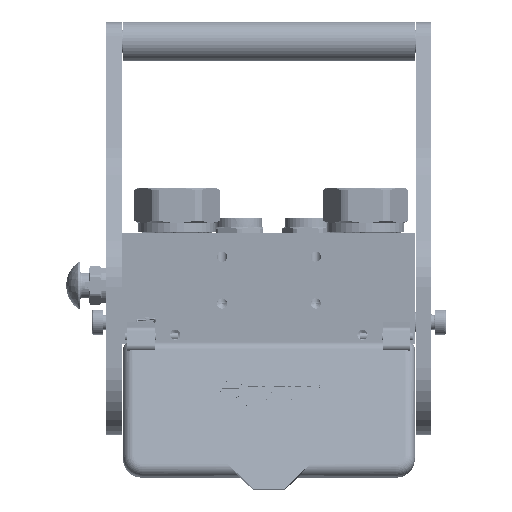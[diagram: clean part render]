
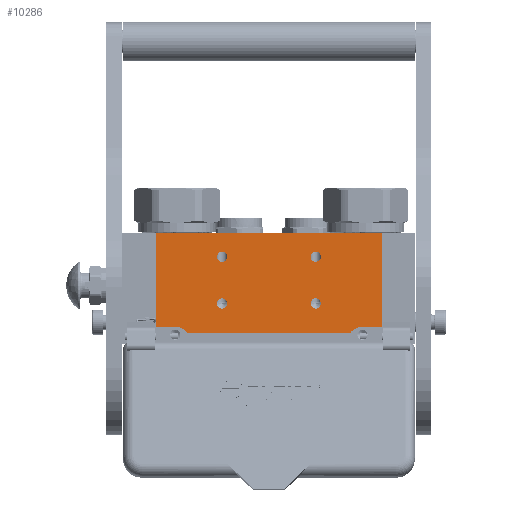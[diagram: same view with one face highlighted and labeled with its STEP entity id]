
A CAD part, left-side view. The second image highlights one B-rep face of the part: STEP entity #10286.
In plain terms, the highlighted face is planar.
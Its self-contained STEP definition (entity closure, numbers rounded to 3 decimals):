
#12 = AXIS2_PLACEMENT_3D ( 'NONE', #68123, #112293, #20508 ) ;
#1264 = VECTOR ( 'NONE', #57104, 1000. ) ;
#1432 = VERTEX_POINT ( 'NONE', #80731 ) ;
#3524 = ORIENTED_EDGE ( 'NONE', *, *, #115464, .T. ) ;
#4350 = VERTEX_POINT ( 'NONE', #53100 ) ;
#4407 = ORIENTED_EDGE ( 'NONE', *, *, #6441, .F. ) ;
#6441 = EDGE_CURVE ( 'NONE', #123913, #131056, #125768, .T. ) ;
#7071 = CARTESIAN_POINT ( 'NONE',  ( 124., 48.3, -108. ) ) ;
#7486 = ORIENTED_EDGE ( 'NONE', *, *, #80957, .F. ) ;
#8085 = DIRECTION ( 'NONE',  ( -1., 0., 0. ) ) ;
#9776 = DIRECTION ( 'NONE',  ( 0., 0., -1. ) ) ;
#9810 = DIRECTION ( 'NONE',  ( 0., 0., -1. ) ) ;
#10286 = ADVANCED_FACE ( 'NONE', ( #88960, #90826, #63973, #85380, #133942 ), #27812, .T. ) ;
#12329 = VECTOR ( 'NONE', #26700, 1000. ) ;
#12945 = EDGE_LOOP ( 'NONE', ( #137145, #98937 ) ) ;
#13316 = CARTESIAN_POINT ( 'NONE',  ( 124., 15., -108. ) ) ;
#14116 = CARTESIAN_POINT ( 'NONE',  ( 124., 15., -108. ) ) ;
#14807 = EDGE_CURVE ( 'NONE', #4350, #84375, #29707, .T. ) ;
#14828 = CARTESIAN_POINT ( 'NONE',  ( 166.7, 0., -108. ) ) ;
#15334 = CARTESIAN_POINT ( 'NONE',  ( 166.7, 0., -108. ) ) ;
#16943 = CIRCLE ( 'NONE', #70005, 3.3 ) ;
#17383 = DIRECTION ( 'NONE',  ( 1., 0., 0. ) ) ;
#18427 = VERTEX_POINT ( 'NONE', #48136 ) ;
#20508 = DIRECTION ( 'NONE',  ( 0., -1., 0. ) ) ;
#21333 = DIRECTION ( 'NONE',  ( 0., 1., 0. ) ) ;
#21897 = CARTESIAN_POINT ( 'NONE',  ( 154., 60., -108. ) ) ;
#23755 = CARTESIAN_POINT ( 'NONE',  ( 21.3, 60., -108. ) ) ;
#24001 = CARTESIAN_POINT ( 'NONE',  ( 64., 11.7, -108. ) ) ;
#24725 = EDGE_LOOP ( 'NONE', ( #45104, #55953 ) ) ;
#25195 = DIRECTION ( 'NONE',  ( 0., 1., 0. ) ) ;
#25264 = EDGE_CURVE ( 'NONE', #135217, #112369, #70463, .T. ) ;
#26543 = LINE ( 'NONE', #118530, #12329 ) ;
#26700 = DIRECTION ( 'NONE',  ( 0., 1., 0. ) ) ;
#27596 = EDGE_LOOP ( 'NONE', ( #4407, #3524, #111744, #33011, #70132, #98973, #142077, #61590 ) ) ;
#27812 = PLANE ( 'NONE',  #87575 ) ;
#28206 = ORIENTED_EDGE ( 'NONE', *, *, #148828, .F. ) ;
#29707 = CIRCLE ( 'NONE', #108296, 3.3 ) ;
#29733 = AXIS2_PLACEMENT_3D ( 'NONE', #56666, #136944, #124404 ) ;
#32338 = CARTESIAN_POINT ( 'NONE',  ( 64., 15., -108. ) ) ;
#33011 = ORIENTED_EDGE ( 'NONE', *, *, #102363, .T. ) ;
#34623 = DIRECTION ( 'NONE',  ( 0., 0., -1. ) ) ;
#35923 = DIRECTION ( 'NONE',  ( 0., 1., 0. ) ) ;
#37140 = DIRECTION ( 'NONE',  ( 0., 0., -1. ) ) ;
#37440 = VECTOR ( 'NONE', #49832, 1000. ) ;
#37810 = CARTESIAN_POINT ( 'NONE',  ( 64., 48.3, -108. ) ) ;
#41959 = VECTOR ( 'NONE', #8085, 1000. ) ;
#42259 = VERTEX_POINT ( 'NONE', #82287 ) ;
#43902 = CARTESIAN_POINT ( 'NONE',  ( 124., 45., -108. ) ) ;
#45104 = ORIENTED_EDGE ( 'NONE', *, *, #75391, .F. ) ;
#47735 = CARTESIAN_POINT ( 'NONE',  ( 64., 45., -108. ) ) ;
#48136 = CARTESIAN_POINT ( 'NONE',  ( 145.854, 64.2, -108. ) ) ;
#49205 = CARTESIAN_POINT ( 'NONE',  ( 64., 41.7, -108. ) ) ;
#49832 = DIRECTION ( 'NONE',  ( -1., 0., 0. ) ) ;
#50948 = VERTEX_POINT ( 'NONE', #116069 ) ;
#51049 = EDGE_CURVE ( 'NONE', #42259, #57122, #26543, .T. ) ;
#51497 = DIRECTION ( 'NONE',  ( 0.815, -0.58, 0. ) ) ;
#51773 = CIRCLE ( 'NONE', #29733, 3.3 ) ;
#53100 = CARTESIAN_POINT ( 'NONE',  ( 124., 41.7, -108. ) ) ;
#53510 = VECTOR ( 'NONE', #35923, 1000. ) ;
#54480 = EDGE_CURVE ( 'NONE', #67139, #18427, #70053, .T. ) ;
#54731 = VERTEX_POINT ( 'NONE', #24001 ) ;
#55953 = ORIENTED_EDGE ( 'NONE', *, *, #112229, .F. ) ;
#56593 = CARTESIAN_POINT ( 'NONE',  ( 166.7, 0., -108. ) ) ;
#56666 = CARTESIAN_POINT ( 'NONE',  ( 64., 15., -108. ) ) ;
#57104 = DIRECTION ( 'NONE',  ( -1., 0., 0. ) ) ;
#57122 = VERTEX_POINT ( 'NONE', #23755 ) ;
#59477 = LINE ( 'NONE', #98105, #88197 ) ;
#59998 = CARTESIAN_POINT ( 'NONE',  ( 166.7, 60., -108. ) ) ;
#60775 = LINE ( 'NONE', #105100, #37440 ) ;
#61130 = CARTESIAN_POINT ( 'NONE',  ( 42.146, 64.2, -108. ) ) ;
#61590 = ORIENTED_EDGE ( 'NONE', *, *, #85904, .F. ) ;
#63530 = CARTESIAN_POINT ( 'NONE',  ( 34., 70., -108. ) ) ;
#63973 = FACE_BOUND ( 'NONE', #12945, .T. ) ;
#65890 = CIRCLE ( 'NONE', #82826, 3.3 ) ;
#66661 = AXIS2_PLACEMENT_3D ( 'NONE', #47735, #105915, #25195 ) ;
#67139 = VERTEX_POINT ( 'NONE', #21897 ) ;
#68123 = CARTESIAN_POINT ( 'NONE',  ( 154., 70., -108. ) ) ;
#68995 = DIRECTION ( 'NONE',  ( 0., 0., -1. ) ) ;
#69257 = DIRECTION ( 'NONE',  ( 0., -1., 0. ) ) ;
#69501 = DIRECTION ( 'NONE',  ( 0., 1., 0. ) ) ;
#69979 = DIRECTION ( 'NONE',  ( 0., 0., -1. ) ) ;
#70005 = AXIS2_PLACEMENT_3D ( 'NONE', #32338, #9776, #101571 ) ;
#70053 = CIRCLE ( 'NONE', #12, 10. ) ;
#70132 = ORIENTED_EDGE ( 'NONE', *, *, #132062, .F. ) ;
#70463 = CIRCLE ( 'NONE', #76348, 3.3 ) ;
#72471 = DIRECTION ( 'NONE',  ( -1., 0., 0. ) ) ;
#75391 = EDGE_CURVE ( 'NONE', #139599, #50948, #65890, .T. ) ;
#76348 = AXIS2_PLACEMENT_3D ( 'NONE', #80768, #34623, #69257 ) ;
#80731 = CARTESIAN_POINT ( 'NONE',  ( 34., 60., -108. ) ) ;
#80768 = CARTESIAN_POINT ( 'NONE',  ( 64., 45., -108. ) ) ;
#80957 = EDGE_CURVE ( 'NONE', #109817, #54731, #51773, .T. ) ;
#82287 = CARTESIAN_POINT ( 'NONE',  ( 21.3, 0., -108. ) ) ;
#82826 = AXIS2_PLACEMENT_3D ( 'NONE', #14116, #37140, #94829 ) ;
#84375 = VERTEX_POINT ( 'NONE', #7071 ) ;
#84787 = CIRCLE ( 'NONE', #66661, 3.3 ) ;
#85380 = FACE_BOUND ( 'NONE', #99224, .T. ) ;
#85904 = EDGE_CURVE ( 'NONE', #131056, #67139, #142529, .T. ) ;
#87575 = AXIS2_PLACEMENT_3D ( 'NONE', #14828, #141759, #72471 ) ;
#88197 = VECTOR ( 'NONE', #17383, 1000. ) ;
#88960 = FACE_BOUND ( 'NONE', #133117, .T. ) ;
#90826 = FACE_BOUND ( 'NONE', #24725, .T. ) ;
#93021 = DIRECTION ( 'NONE',  ( 0., -1., 0. ) ) ;
#94829 = DIRECTION ( 'NONE',  ( 0., -1., 0. ) ) ;
#95120 = ORIENTED_EDGE ( 'NONE', *, *, #143925, .F. ) ;
#97816 = CARTESIAN_POINT ( 'NONE',  ( 124., 11.7, -108. ) ) ;
#98105 = CARTESIAN_POINT ( 'NONE',  ( 21.3, 60., -108. ) ) ;
#98937 = ORIENTED_EDGE ( 'NONE', *, *, #139309, .F. ) ;
#98973 = ORIENTED_EDGE ( 'NONE', *, *, #114567, .F. ) ;
#99224 = EDGE_LOOP ( 'NONE', ( #95120, #7486 ) ) ;
#101571 = DIRECTION ( 'NONE',  ( 0., -1., 0. ) ) ;
#102363 = EDGE_CURVE ( 'NONE', #57122, #1432, #59477, .T. ) ;
#104242 = ORIENTED_EDGE ( 'NONE', *, *, #14807, .F. ) ;
#105100 = CARTESIAN_POINT ( 'NONE',  ( 145.854, 64.2, -108. ) ) ;
#105915 = DIRECTION ( 'NONE',  ( 0., 0., -1. ) ) ;
#108156 = DIRECTION ( 'NONE',  ( 0., 0., -1. ) ) ;
#108296 = AXIS2_PLACEMENT_3D ( 'NONE', #116144, #69979, #93021 ) ;
#109817 = VERTEX_POINT ( 'NONE', #132226 ) ;
#111744 = ORIENTED_EDGE ( 'NONE', *, *, #51049, .T. ) ;
#112229 = EDGE_CURVE ( 'NONE', #50948, #139599, #127835, .T. ) ;
#112293 = DIRECTION ( 'NONE',  ( 0., 0., -1. ) ) ;
#112369 = VERTEX_POINT ( 'NONE', #37810 ) ;
#114567 = EDGE_CURVE ( 'NONE', #18427, #145777, #60775, .T. ) ;
#115464 = EDGE_CURVE ( 'NONE', #123913, #42259, #134072, .T. ) ;
#116069 = CARTESIAN_POINT ( 'NONE',  ( 124., 18.3, -108. ) ) ;
#116144 = CARTESIAN_POINT ( 'NONE',  ( 124., 45., -108. ) ) ;
#118530 = CARTESIAN_POINT ( 'NONE',  ( 21.3, 0., -108. ) ) ;
#121650 = AXIS2_PLACEMENT_3D ( 'NONE', #63530, #108156, #51497 ) ;
#123913 = VERTEX_POINT ( 'NONE', #15334 ) ;
#124404 = DIRECTION ( 'NONE',  ( 0., 1., 0. ) ) ;
#125768 = LINE ( 'NONE', #128283, #53510 ) ;
#127835 = CIRCLE ( 'NONE', #147384, 3.3 ) ;
#128283 = CARTESIAN_POINT ( 'NONE',  ( 166.7, 0., -108. ) ) ;
#128594 = CIRCLE ( 'NONE', #121650, 10. ) ;
#131056 = VERTEX_POINT ( 'NONE', #59998 ) ;
#131107 = AXIS2_PLACEMENT_3D ( 'NONE', #43902, #9810, #21333 ) ;
#132062 = EDGE_CURVE ( 'NONE', #145777, #1432, #128594, .T. ) ;
#132226 = CARTESIAN_POINT ( 'NONE',  ( 64., 18.3, -108. ) ) ;
#133117 = EDGE_LOOP ( 'NONE', ( #104242, #28206 ) ) ;
#133942 = FACE_OUTER_BOUND ( 'NONE', #27596, .T. ) ;
#134072 = LINE ( 'NONE', #56593, #1264 ) ;
#135217 = VERTEX_POINT ( 'NONE', #49205 ) ;
#136944 = DIRECTION ( 'NONE',  ( 0., 0., -1. ) ) ;
#137145 = ORIENTED_EDGE ( 'NONE', *, *, #25264, .F. ) ;
#139309 = EDGE_CURVE ( 'NONE', #112369, #135217, #84787, .T. ) ;
#139599 = VERTEX_POINT ( 'NONE', #97816 ) ;
#141759 = DIRECTION ( 'NONE',  ( 0., 0., -1. ) ) ;
#142077 = ORIENTED_EDGE ( 'NONE', *, *, #54480, .F. ) ;
#142529 = LINE ( 'NONE', #146540, #41959 ) ;
#143925 = EDGE_CURVE ( 'NONE', #54731, #109817, #16943, .T. ) ;
#145777 = VERTEX_POINT ( 'NONE', #61130 ) ;
#146540 = CARTESIAN_POINT ( 'NONE',  ( 166.7, 60., -108. ) ) ;
#147384 = AXIS2_PLACEMENT_3D ( 'NONE', #13316, #68995, #69501 ) ;
#147681 = CIRCLE ( 'NONE', #131107, 3.3 ) ;
#148828 = EDGE_CURVE ( 'NONE', #84375, #4350, #147681, .T. ) ;
